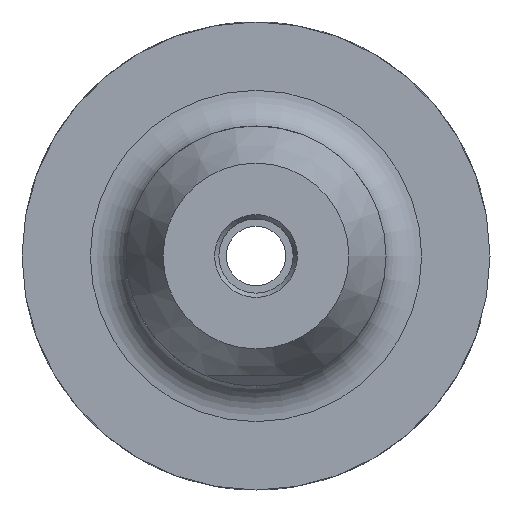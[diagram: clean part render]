
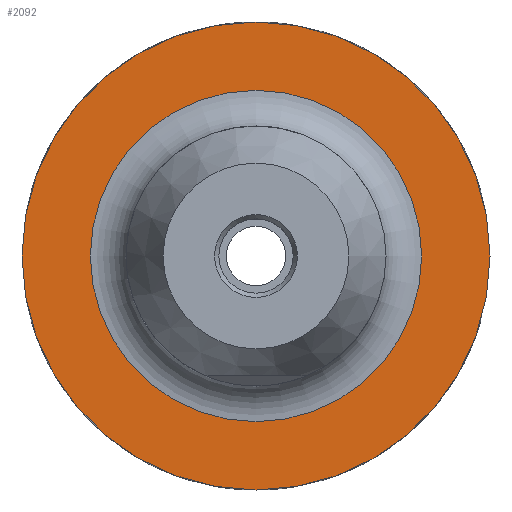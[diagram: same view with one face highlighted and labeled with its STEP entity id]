
A CAD part, left-side view. The second image highlights one B-rep face of the part: STEP entity #2092.
In plain terms, the highlighted planar face has unit normal (-1, 0, 0).
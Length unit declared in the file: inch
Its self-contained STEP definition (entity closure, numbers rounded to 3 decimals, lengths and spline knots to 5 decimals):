
#166=FACE_BOUND('',#457,.T.);
#217=PLANE('',#2334);
#327=FACE_OUTER_BOUND('',#456,.T.);
#456=EDGE_LOOP('',(#1843,#1844));
#457=EDGE_LOOP('',(#1845,#1846));
#652=CIRCLE('',#2154,1.24016);
#653=CIRCLE('',#2155,1.24016);
#745=CIRCLE('',#2332,0.87795);
#746=CIRCLE('',#2333,0.87795);
#789=VERTEX_POINT('',#3222);
#790=VERTEX_POINT('',#3224);
#952=VERTEX_POINT('',#4838);
#953=VERTEX_POINT('',#4840);
#1011=EDGE_CURVE('',#789,#790,#652,.T.);
#1012=EDGE_CURVE('',#790,#789,#653,.T.);
#1251=EDGE_CURVE('',#953,#952,#745,.T.);
#1252=EDGE_CURVE('',#952,#953,#746,.T.);
#1843=ORIENTED_EDGE('',*,*,#1012,.F.);
#1844=ORIENTED_EDGE('',*,*,#1011,.F.);
#1845=ORIENTED_EDGE('',*,*,#1251,.T.);
#1846=ORIENTED_EDGE('',*,*,#1252,.T.);
#2092=ADVANCED_FACE('',(#327,#166),#217,.T.);
#2154=AXIS2_PLACEMENT_3D('',#3225,#2440,#2441);
#2155=AXIS2_PLACEMENT_3D('',#3226,#2442,#2443);
#2332=AXIS2_PLACEMENT_3D('',#4841,#2860,#2861);
#2333=AXIS2_PLACEMENT_3D('',#4842,#2862,#2863);
#2334=AXIS2_PLACEMENT_3D('',#4843,#2864,#2865);
#2440=DIRECTION('center_axis',(1.,0.,0.));
#2441=DIRECTION('ref_axis',(0.,1.,0.));
#2442=DIRECTION('center_axis',(1.,0.,0.));
#2443=DIRECTION('ref_axis',(0.,1.,0.));
#2860=DIRECTION('center_axis',(1.,0.,0.));
#2861=DIRECTION('ref_axis',(0.,1.,0.));
#2862=DIRECTION('center_axis',(1.,0.,0.));
#2863=DIRECTION('ref_axis',(0.,1.,0.));
#2864=DIRECTION('center_axis',(-1.,0.,0.));
#2865=DIRECTION('ref_axis',(0.,0.,1.));
#3222=CARTESIAN_POINT('',(-0.86614,-1.24016,0.));
#3224=CARTESIAN_POINT('',(-0.86614,1.24016,0.));
#3225=CARTESIAN_POINT('Origin',(-0.86614,0.,
0.));
#3226=CARTESIAN_POINT('Origin',(-0.86614,0.,
0.));
#4838=CARTESIAN_POINT('',(-0.86614,0.,0.87795));
#4840=CARTESIAN_POINT('',(-0.86614,0.87795,0.));
#4841=CARTESIAN_POINT('Origin',(-0.86614,0.,
0.));
#4842=CARTESIAN_POINT('Origin',(-0.86614,0.,
0.));
#4843=CARTESIAN_POINT('Origin',(-0.86614,1.05906,0.));
